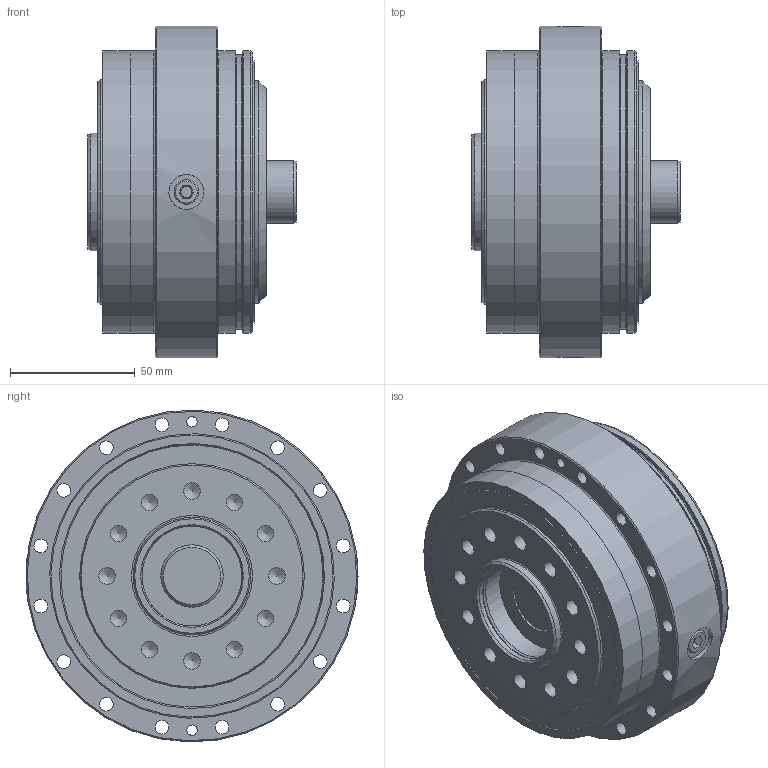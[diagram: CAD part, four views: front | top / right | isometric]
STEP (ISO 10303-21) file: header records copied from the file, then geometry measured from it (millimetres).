
FILE_DESCRIPTION(/* description */ (''),/* implementation_level */ '2;1');
FILE_NAME(/* name */ 'F4CF-DA15.stp',/* time_stamp */ '2025-04-21T13:43:11+09:00',/* author */ ('ik43153556'),/* organization */ (''),/* preprocessor_version */ 'ST-DEVELOPER v18.1',/* originating_system */ 'Autodesk Inventor 2021',/* authorisation */ '');
FILE_SCHEMA (('AUTOMOTIVE_DESIGN { 1 0 10303 214 3 1 1 }'));
Length unit declared in the file: millimetre
Products named in the file (1): F4CF-DA15_01
Bounding box: 83.5 x 133 x 132.97 mm (x, y, z)
Volume: 712624.6 mm3; surface area: 72819.8 mm2
Topology: 1 solids, 1 shells, 214 faces, 492 edges, 316 vertices
Faces by surface type: plane 101, cylinder 64, cone 34, torus 15
Full cylindrical faces by diameter (mm): 4.134 x2, 5.5 x16, 6.647 x12, 10 x6, 11 x6, 14 x2, 20 x1, 24.9 x1, 25 x3, 40 x2, 42 x1, 47 x1, 89 x1, 90 x1, 105 x2, 110 x1, 113 x4, 133 x1
Entity records: 6368 total; most frequent: CARTESIAN_POINT 1176, DIRECTION 1053, ORIENTED_EDGE 946, EDGE_CURVE 473, AXIS2_PLACEMENT_3D 413, VERTEX_POINT 316, EDGE_LOOP 305, LINE 227
